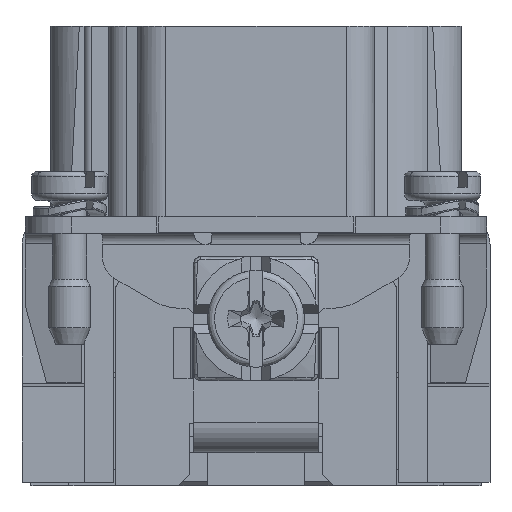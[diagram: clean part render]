
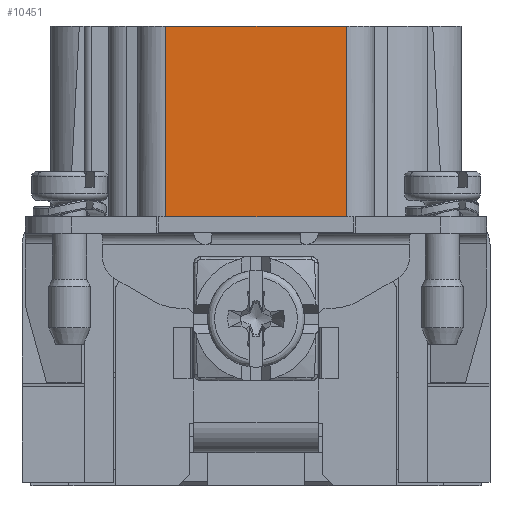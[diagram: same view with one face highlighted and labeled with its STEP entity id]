
A CAD part, left-side view. The second image highlights one B-rep face of the part: STEP entity #10451.
In plain terms, the highlighted planar face has unit normal (-1, 0, 0).
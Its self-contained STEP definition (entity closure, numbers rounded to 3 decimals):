
#9282=FACE_OUTER_BOUND('',#13093,.T.);
#10451=ADVANCED_FACE('',(#9282),#11677,.F.);
#11677=PLANE('',#35919);
#13093=EDGE_LOOP('',(#16116,#16117,#16118,#16119));
#16116=ORIENTED_EDGE('',*,*,#24357,.T.);
#16117=ORIENTED_EDGE('',*,*,#24968,.F.);
#16118=ORIENTED_EDGE('',*,*,#24713,.F.);
#16119=ORIENTED_EDGE('',*,*,#24967,.T.);
#21886=VERTEX_POINT('',#49029);
#21889=VERTEX_POINT('',#49038);
#22148=VERTEX_POINT('',#49727);
#22149=VERTEX_POINT('',#49729);
#24357=EDGE_CURVE('',#21886,#21889,#29432,.T.);
#24713=EDGE_CURVE('',#22148,#22149,#29715,.T.);
#24967=EDGE_CURVE('',#22148,#21886,#29918,.T.);
#24968=EDGE_CURVE('',#22149,#21889,#29919,.T.);
#29432=LINE('',#49039,#31595);
#29715=LINE('',#49728,#31878);
#29918=LINE('',#50258,#32081);
#29919=LINE('',#50260,#32082);
#31595=VECTOR('',#38083,1.);
#31878=VECTOR('',#38644,1.);
#32081=VECTOR('',#39131,1.);
#32082=VECTOR('',#39134,1.);
#35919=AXIS2_PLACEMENT_3D('',#50261,#39135,#39136);
#38083=DIRECTION('',(0.,-1.,0.));
#38644=DIRECTION('',(0.,-1.,0.));
#39131=DIRECTION('',(0.,0.,-1.));
#39134=DIRECTION('',(0.,0.,-1.));
#39135=DIRECTION('',(1.,0.,0.));
#39136=DIRECTION('',(0.,0.,-1.));
#49029=CARTESIAN_POINT('',(-31.925,6.55,1.2));
#49038=CARTESIAN_POINT('',(-31.925,-6.55,1.2));
#49039=CARTESIAN_POINT('',(-31.925,6.55,1.2));
#49727=CARTESIAN_POINT('',(-31.925,6.55,15.));
#49728=CARTESIAN_POINT('',(-31.925,6.55,15.));
#49729=CARTESIAN_POINT('',(-31.925,-6.55,15.));
#50258=CARTESIAN_POINT('',(-31.925,6.55,15.));
#50260=CARTESIAN_POINT('',(-31.925,-6.55,15.));
#50261=CARTESIAN_POINT('',(-31.925,6.55,15.));
